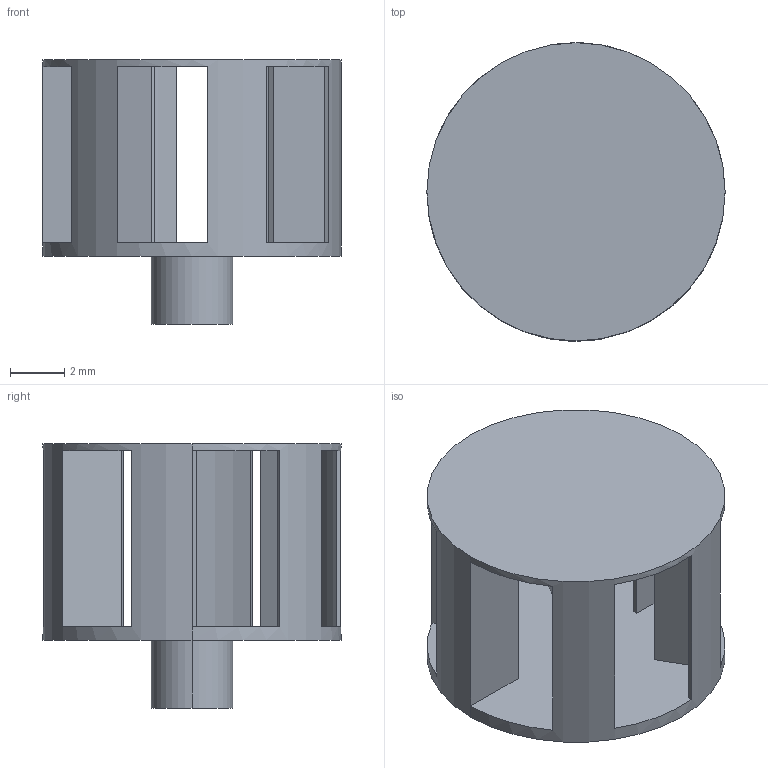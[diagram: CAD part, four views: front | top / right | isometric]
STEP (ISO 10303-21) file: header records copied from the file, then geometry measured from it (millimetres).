
FILE_DESCRIPTION (( 'STEP AP203' ), '1' );
FILE_NAME ('3. Blower (1).STEP', '2025-04-03T20:14:06', ( '' ), ( '' ), 'SwSTEP 2.0', 'SolidWorks 2022', '' );
FILE_SCHEMA (( 'CONFIG_CONTROL_DESIGN' ));
Length unit declared in the file: millimetre
Products named in the file (1): 3. Blower (1)
Bounding box: 11 x 11 x 9.75 mm (x, y, z)
Volume: 110.6 mm3; surface area: 802.5 mm2
Topology: 1 solids, 1 shells, 41 faces, 128 edges, 84 vertices
Faces by surface type: plane 29, cylinder 12
Entity records: 1527 total; most frequent: ORIENTED_EDGE 256, CARTESIAN_POINT 254, DIRECTION 248, EDGE_CURVE 128, LINE 92, VECTOR 92, VERTEX_POINT 84, AXIS2_PLACEMENT_3D 78
